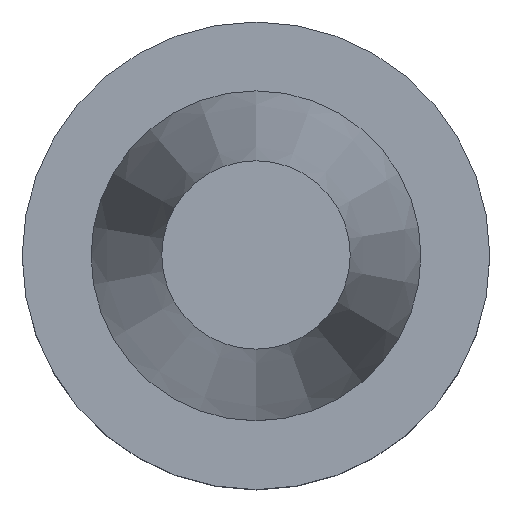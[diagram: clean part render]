
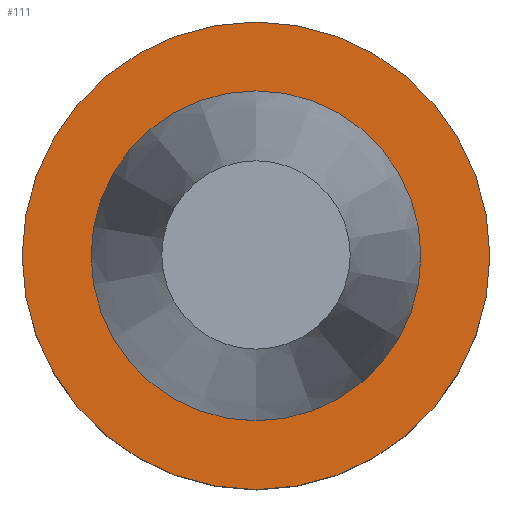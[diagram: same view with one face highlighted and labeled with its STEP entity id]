
A CAD part, top view. The second image highlights one B-rep face of the part: STEP entity #111.
In plain terms, the highlighted planar face has unit normal (0, 0, 1).
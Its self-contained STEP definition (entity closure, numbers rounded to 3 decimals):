
#90=EDGE_CURVE('Unnamed[1]',#192,#192,#193,.T.);
#106=EDGE_CURVE('Unnamed[1]',#218,#218,#219,.T.);
#111=ADVANCED_FACE('Unnamed[1]',(#225,#226),#227,.T.);
#192=VERTEX_POINT('',#316);
#193=CIRCLE('',#317,22.225);
#218=VERTEX_POINT('',#348);
#219=CIRCLE('',#349,31.5);
#225=FACE_OUTER_BOUND('',#357,.T.);
#226=FACE_BOUND('',#358,.T.);
#227=PLANE('',#359);
#316=CARTESIAN_POINT('',(0.,22.225,-1.));
#317=AXIS2_PLACEMENT_3D('',#432,#433,#434);
#348=CARTESIAN_POINT('',(0.,31.5,-1.));
#349=AXIS2_PLACEMENT_3D('',#462,#463,#464);
#357=EDGE_LOOP('',(#469));
#358=EDGE_LOOP('',(#470));
#359=AXIS2_PLACEMENT_3D('',#471,#472,#473);
#432=CARTESIAN_POINT('',(0.,0.,-1.));
#433=DIRECTION('',(0.,0.,-1.0));
#434=DIRECTION('',(0.,1.0,0.));
#462=CARTESIAN_POINT('',(0.,0.,-1.));
#463=DIRECTION('',(0.,0.,-1.0));
#464=DIRECTION('',(0.,1.0,0.));
#469=ORIENTED_EDGE('',*,*,#106,.F.);
#470=ORIENTED_EDGE('',*,*,#90,.T.);
#471=CARTESIAN_POINT('',(0.,26.862,-1.));
#472=DIRECTION('',(0.,0.,1.0));
#473=DIRECTION('',(0.,-1.0,0.));
